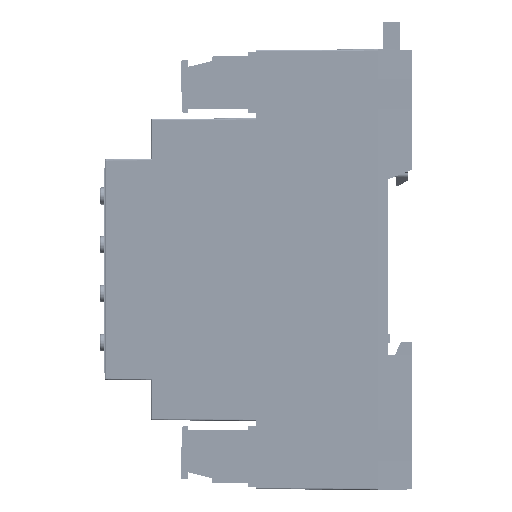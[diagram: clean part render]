
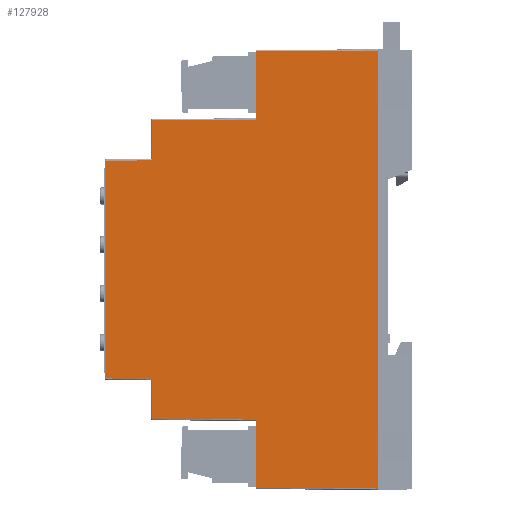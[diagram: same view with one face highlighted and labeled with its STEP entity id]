
A CAD part, left-side view. The second image highlights one B-rep face of the part: STEP entity #127928.
In plain terms, the highlighted planar face has unit normal (-1, 0.009, 0).
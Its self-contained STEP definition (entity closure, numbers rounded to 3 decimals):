
#1486 = CARTESIAN_POINT ( 'NONE',  ( -41.579, 25., -30.695 ) ) ;
#1718 = CARTESIAN_POINT ( 'NONE',  ( -41.796, 0., -45.1 ) ) ;
#3144 = EDGE_CURVE ( 'NONE', #155096, #37164, #144854, .T. ) ;
#4823 = CARTESIAN_POINT ( 'NONE',  ( -41.482, 36.283, 22.435 ) ) ;
#5239 = EDGE_CURVE ( 'NONE', #150492, #155096, #154486, .T. ) ;
#7662 = LINE ( 'NONE', #148376, #126197 ) ;
#9335 = EDGE_CURVE ( 'NONE', #129196, #167688, #117565, .T. ) ;
#12901 = EDGE_CURVE ( 'NONE', #86057, #129196, #102952, .T. ) ;
#14435 = EDGE_CURVE ( 'NONE', #37164, #118955, #26242, .T. ) ;
#15847 = DIRECTION ( 'NONE',  ( 1., -0.009, 0. ) ) ;
#16340 = CARTESIAN_POINT ( 'NONE',  ( -41.796, 0., -44.796 ) ) ;
#17322 = ORIENTED_EDGE ( 'NONE', *, *, #154079, .T. ) ;
#20033 = LINE ( 'NONE', #159844, #34331 ) ;
#22485 = DIRECTION ( 'NONE',  ( 0., 0., 1. ) ) ;
#26242 = LINE ( 'NONE', #167872, #130934 ) ;
#26677 = CARTESIAN_POINT ( 'NONE',  ( -41.579, 25., -44.631 ) ) ;
#26863 = VECTOR ( 'NONE', #22485, 1000. ) ;
#27469 = CARTESIAN_POINT ( 'NONE',  ( -41.396, 46.135, -30.513 ) ) ;
#28086 = DIRECTION ( 'NONE',  ( -0.009, -1., 0.007 ) ) ;
#30869 = VERTEX_POINT ( 'NONE', #170569 ) ;
#32017 = CARTESIAN_POINT ( 'NONE',  ( -41.484, 35.979, -22.438 ) ) ;
#32741 = ORIENTED_EDGE ( 'NONE', *, *, #145253, .F. ) ;
#34331 = VECTOR ( 'NONE', #116954, 1000. ) ;
#34738 = LINE ( 'NONE', #32017, #153968 ) ;
#35483 = AXIS2_PLACEMENT_3D ( 'NONE', #85694, #15847, #72689 ) ;
#36233 = ORIENTED_EDGE ( 'NONE', *, *, #65494, .F. ) ;
#36666 = VERTEX_POINT ( 'NONE', #16340 ) ;
#37164 = VERTEX_POINT ( 'NONE', #111683 ) ;
#37644 = CARTESIAN_POINT ( 'NONE',  ( -41.396, 46.135, -22.353 ) ) ;
#39419 = EDGE_CURVE ( 'NONE', #30869, #126263, #94511, .T. ) ;
#40073 = ORIENTED_EDGE ( 'NONE', *, *, #12901, .F. ) ;
#40570 = LINE ( 'NONE', #83370, #83719 ) ;
#41436 = VERTEX_POINT ( 'NONE', #71808 ) ;
#42527 = LINE ( 'NONE', #115204, #122285 ) ;
#44230 = VECTOR ( 'NONE', #102028, 1000. ) ;
#45223 = CARTESIAN_POINT ( 'NONE',  ( -41.314, 55.635, -22.468 ) ) ;
#46982 = CARTESIAN_POINT ( 'NONE',  ( -41.796, 0., 33.146 ) ) ;
#58292 = VERTEX_POINT ( 'NONE', #26677 ) ;
#60210 = VECTOR ( 'NONE', #173716, 1000. ) ;
#61052 = DIRECTION ( 'NONE',  ( 0., 0., 1. ) ) ;
#62198 = VECTOR ( 'NONE', #66517, 1000. ) ;
#63754 = EDGE_CURVE ( 'NONE', #36666, #81973, #123521, .T. ) ;
#65494 = EDGE_CURVE ( 'NONE', #145645, #141343, #40570, .T. ) ;
#66517 = DIRECTION ( 'NONE',  ( 0., 0., 1. ) ) ;
#66906 = CARTESIAN_POINT ( 'NONE',  ( -41.577, 25.325, 30.692 ) ) ;
#68617 = CARTESIAN_POINT ( 'NONE',  ( -41.796, 0., 44.796 ) ) ;
#71808 = CARTESIAN_POINT ( 'NONE',  ( -41.796, 0., 38.846 ) ) ;
#72689 = DIRECTION ( 'NONE',  ( -0.009, -1., 0. ) ) ;
#73993 = CARTESIAN_POINT ( 'NONE',  ( -41.579, 25., -22.468 ) ) ;
#75015 = LINE ( 'NONE', #146822, #144964 ) ;
#78403 = DIRECTION ( 'NONE',  ( 0.009, 1., 0.007 ) ) ;
#81498 = EDGE_CURVE ( 'NONE', #126263, #41436, #85544, .T. ) ;
#81973 = VERTEX_POINT ( 'NONE', #146544 ) ;
#83370 = CARTESIAN_POINT ( 'NONE',  ( -41.396, 46.135, -22.468 ) ) ;
#83719 = VECTOR ( 'NONE', #137548, 1000. ) ;
#83851 = FACE_OUTER_BOUND ( 'NONE', #165321, .T. ) ;
#85544 = LINE ( 'NONE', #1718, #169458 ) ;
#85694 = CARTESIAN_POINT ( 'NONE',  ( -41.579, 25., -44.935 ) ) ;
#86057 = VERTEX_POINT ( 'NONE', #148590 ) ;
#87708 = DIRECTION ( 'NONE',  ( -0.009, -1., 0.008 ) ) ;
#88328 = DIRECTION ( 'NONE',  ( 0., 0., 1. ) ) ;
#89510 = LINE ( 'NONE', #175295, #105455 ) ;
#90483 = ORIENTED_EDGE ( 'NONE', *, *, #81498, .T. ) ;
#93879 = ORIENTED_EDGE ( 'NONE', *, *, #3144, .F. ) ;
#94511 = LINE ( 'NONE', #176609, #62198 ) ;
#95422 = EDGE_CURVE ( 'NONE', #143759, #145645, #42527, .T. ) ;
#96482 = VECTOR ( 'NONE', #155408, 1000. ) ;
#96827 = CARTESIAN_POINT ( 'NONE',  ( -41.314, 55.635, 22.273 ) ) ;
#101853 = DIRECTION ( 'NONE',  ( 0.009, 1., 0.008 ) ) ;
#102028 = DIRECTION ( 'NONE',  ( 0., 0., 1. ) ) ;
#102952 = LINE ( 'NONE', #45223, #44230 ) ;
#104950 = DIRECTION ( 'NONE',  ( 0., 0., 1. ) ) ;
#105455 = VECTOR ( 'NONE', #134267, 1000. ) ;
#108857 = CARTESIAN_POINT ( 'NONE',  ( -41.579, 25., 30.695 ) ) ;
#110013 = ORIENTED_EDGE ( 'NONE', *, *, #168383, .F. ) ;
#111683 = CARTESIAN_POINT ( 'NONE',  ( -41.579, 25., 44.631 ) ) ;
#115204 = CARTESIAN_POINT ( 'NONE',  ( -41.579, 25.014, -30.695 ) ) ;
#115729 = ORIENTED_EDGE ( 'NONE', *, *, #159327, .F. ) ;
#116954 = DIRECTION ( 'NONE',  ( 0., 0., 1. ) ) ;
#117529 = ORIENTED_EDGE ( 'NONE', *, *, #5239, .F. ) ;
#117565 = LINE ( 'NONE', #4823, #174481 ) ;
#117987 = EDGE_CURVE ( 'NONE', #141343, #86057, #34738, .T. ) ;
#118955 = VERTEX_POINT ( 'NONE', #68617 ) ;
#119086 = VECTOR ( 'NONE', #104950, 1000. ) ;
#121730 = ORIENTED_EDGE ( 'NONE', *, *, #171740, .T. ) ;
#122285 = VECTOR ( 'NONE', #172068, 1000. ) ;
#123105 = PLANE ( 'NONE',  #35483 ) ;
#123521 = LINE ( 'NONE', #165504, #119086 ) ;
#126197 = VECTOR ( 'NONE', #78403, 1000. ) ;
#126263 = VERTEX_POINT ( 'NONE', #46982 ) ;
#127928 = ADVANCED_FACE ( 'NONE', ( #83851 ), #123105, .F. ) ;
#129196 = VERTEX_POINT ( 'NONE', #96827 ) ;
#130934 = VECTOR ( 'NONE', #28086, 1000. ) ;
#131092 = CARTESIAN_POINT ( 'NONE',  ( -41.396, 46.135, 22.353 ) ) ;
#134267 = DIRECTION ( 'NONE',  ( 0., 0., 1. ) ) ;
#135539 = ORIENTED_EDGE ( 'NONE', *, *, #95422, .F. ) ;
#137548 = DIRECTION ( 'NONE',  ( 0., 0., 1. ) ) ;
#141343 = VERTEX_POINT ( 'NONE', #37644 ) ;
#143759 = VERTEX_POINT ( 'NONE', #1486 ) ;
#144854 = LINE ( 'NONE', #73993, #60210 ) ;
#144964 = VECTOR ( 'NONE', #61052, 1000. ) ;
#145253 = EDGE_CURVE ( 'NONE', #167688, #150492, #89510, .T. ) ;
#145645 = VERTEX_POINT ( 'NONE', #27469 ) ;
#146544 = CARTESIAN_POINT ( 'NONE',  ( -41.796, 0., -38.846 ) ) ;
#146822 = CARTESIAN_POINT ( 'NONE',  ( -41.579, 25., -44.935 ) ) ;
#148376 = CARTESIAN_POINT ( 'NONE',  ( -41.579, 25.075, -44.631 ) ) ;
#148590 = CARTESIAN_POINT ( 'NONE',  ( -41.314, 55.635, -22.273 ) ) ;
#150492 = VERTEX_POINT ( 'NONE', #150904 ) ;
#150904 = CARTESIAN_POINT ( 'NONE',  ( -41.396, 46.135, 30.513 ) ) ;
#153968 = VECTOR ( 'NONE', #101853, 1000. ) ;
#154079 = EDGE_CURVE ( 'NONE', #81973, #30869, #163219, .T. ) ;
#154486 = LINE ( 'NONE', #66906, #96482 ) ;
#155096 = VERTEX_POINT ( 'NONE', #108857 ) ;
#155408 = DIRECTION ( 'NONE',  ( -0.009, -1., 0.009 ) ) ;
#159327 = EDGE_CURVE ( 'NONE', #58292, #143759, #75015, .T. ) ;
#159844 = CARTESIAN_POINT ( 'NONE',  ( -41.796, 0., -45.1 ) ) ;
#163219 = LINE ( 'NONE', #179000, #26863 ) ;
#163307 = ORIENTED_EDGE ( 'NONE', *, *, #117987, .F. ) ;
#165321 = EDGE_LOOP ( 'NONE', ( #165616, #93879, #117529, #32741, #174938, #40073, #163307, #36233, #135539, #115729, #110013, #175325, #17322, #169130, #90483, #121730 ) ) ;
#165504 = CARTESIAN_POINT ( 'NONE',  ( -41.796, 0., -45.1 ) ) ;
#165616 = ORIENTED_EDGE ( 'NONE', *, *, #14435, .F. ) ;
#167688 = VERTEX_POINT ( 'NONE', #131092 ) ;
#167872 = CARTESIAN_POINT ( 'NONE',  ( -41.577, 25.295, 44.629 ) ) ;
#168383 = EDGE_CURVE ( 'NONE', #36666, #58292, #7662, .T. ) ;
#169130 = ORIENTED_EDGE ( 'NONE', *, *, #39419, .T. ) ;
#169458 = VECTOR ( 'NONE', #88328, 1000. ) ;
#170569 = CARTESIAN_POINT ( 'NONE',  ( -41.796, 0., -33.146 ) ) ;
#171740 = EDGE_CURVE ( 'NONE', #41436, #118955, #20033, .T. ) ;
#172068 = DIRECTION ( 'NONE',  ( 0.009, 1., 0.009 ) ) ;
#173716 = DIRECTION ( 'NONE',  ( 0., 0., 1. ) ) ;
#174481 = VECTOR ( 'NONE', #87708, 1000. ) ;
#174938 = ORIENTED_EDGE ( 'NONE', *, *, #9335, .F. ) ;
#175295 = CARTESIAN_POINT ( 'NONE',  ( -41.396, 46.135, -22.468 ) ) ;
#175325 = ORIENTED_EDGE ( 'NONE', *, *, #63754, .T. ) ;
#176609 = CARTESIAN_POINT ( 'NONE',  ( -41.796, 0., -45.1 ) ) ;
#179000 = CARTESIAN_POINT ( 'NONE',  ( -41.796, 0., -45.1 ) ) ;
